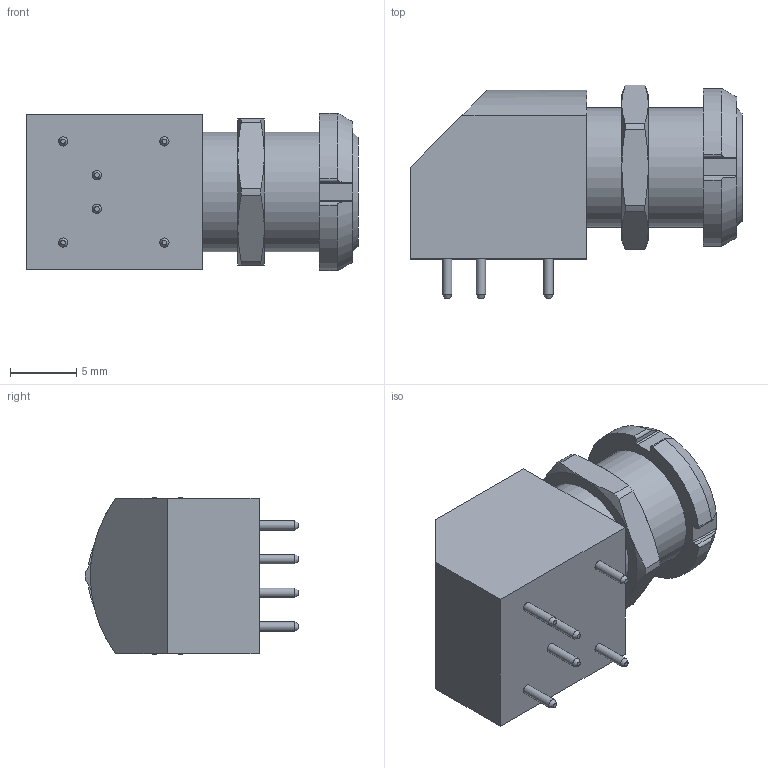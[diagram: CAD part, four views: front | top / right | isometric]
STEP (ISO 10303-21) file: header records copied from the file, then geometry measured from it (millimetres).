
FILE_DESCRIPTION(/* description */ ('STEP AP242','CAx-IF Rec.Pracs.---Representation and Presentation of Product Manufacturing Information (PMI)---4.0---2014-10-13','CAx-IF Rec.Pracs.---3D Tessellated Geometry---0.4---2014-09-14','2;1'),/* implementation_level */ '2;1');
FILE_NAME(/* name */ 'EXP.0S.302.HLNS',/* time_stamp */ '2024-05-03T13:44:32+02:00',/* author */ ('License CC BY-ND 4.0'),/* organization */ ('CADENAS'),/* preprocessor_version */ 'ST-DEVELOPER v19.3',/* originating_system */ 'PARTsolutions',/* authorisation */ ' ');
FILE_SCHEMA (('AP242_MANAGED_MODEL_BASED_3D_ENGINEERING_MIM_LF { 1 0 10303 442 1 1 4 }'));
Length unit declared in the file: millimetre
Products named in the file (4): EXP.0S.302.HLNS; EXP.0S.302.HLNS_PART1; EXP.0S.302.HLNS_PART2; EXP.0S.302.HLNS_PART3
Assembly tree (3 placements, depth 2):
  EXP.0S.302.HLNS
    EXP.0S.302.HLNS_PART1
    EXP.0S.302.HLNS_PART2
    EXP.0S.302.HLNS_PART3
Bounding box: 25 x 16.1 x 11.84 mm (x, y, z)
Volume: 2677.4 mm3; surface area: 1654.3 mm2
Topology: 3 solids, 3 shells, 98 faces, 241 edges, 156 vertices
Faces by surface type: cylinder 36, plane 35, cone 27
Full cylindrical faces by diameter (mm): 0.7 x6, 8.4 x1, 8.52 x1, 8.98 x1
Entity records: 3000 total; most frequent: CARTESIAN_POINT 605, DIRECTION 443, ORIENTED_EDGE 424, EDGE_CURVE 212, AXIS2_PLACEMENT_3D 185, VERTEX_POINT 147, EDGE_LOOP 129, FACE_BOUND 129
